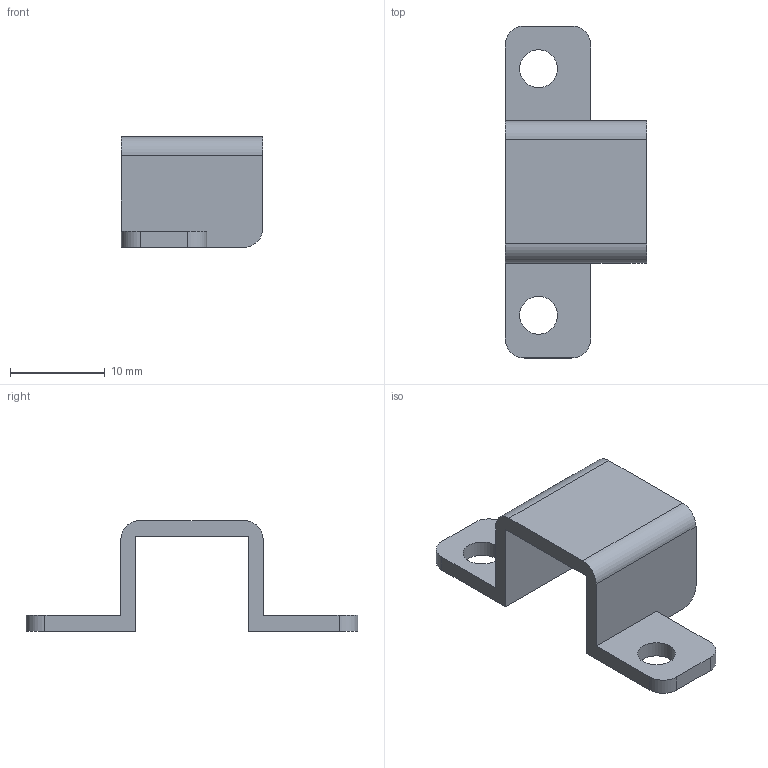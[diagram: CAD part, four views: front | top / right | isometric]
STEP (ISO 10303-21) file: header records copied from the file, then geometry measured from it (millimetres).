
FILE_DESCRIPTION(/* description */ (''),/* implementation_level */ '2;1');
FILE_NAME(/* name */ 'n20_브라켓.stp',/* time_stamp */ '2017-11-30T18:15:51+09:00',/* author */ ('tlsru'),/* organization */ (''),/* preprocessor_version */ 'ST-DEVELOPER v15.6',/* originating_system */ 'Autodesk Inventor 2015',/* authorisation */ '');
FILE_SCHEMA (('AUTOMOTIVE_DESIGN { 1 0 10303 214 3 1 1 }'));
Length unit declared in the file: millimetre
Products named in the file (1): n20_브라켓
Bounding box: 14.9 x 35 x 11.7 mm (x, y, z)
Volume: 1056.2 mm3; surface area: 1577.4 mm2
Topology: 1 solids, 1 shells, 26 faces, 72 edges, 48 vertices
Faces by surface type: plane 16, cylinder 10
Full cylindrical faces by diameter (mm): 4 x2
Entity records: 858 total; most frequent: CARTESIAN_POINT 145, DIRECTION 144, ORIENTED_EDGE 140, EDGE_CURVE 70, LINE 50, VECTOR 50, VERTEX_POINT 48, AXIS2_PLACEMENT_3D 47
